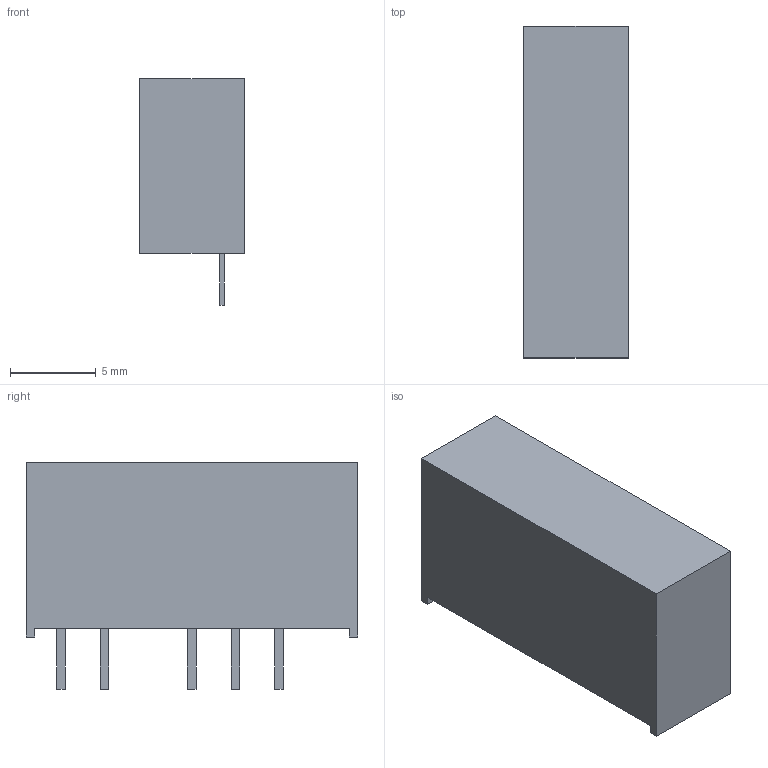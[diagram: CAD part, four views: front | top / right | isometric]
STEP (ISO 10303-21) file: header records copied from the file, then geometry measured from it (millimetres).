
FILE_DESCRIPTION(/* description */ (''),/* implementation_level */ '2;1');
FILE_NAME(/* name */'Converter_DCDC_XP_POWER-IAxxxx_SIP_THT.step',/* time_stamp */ '2018-10-31T13:54:50-04:00',/* author */ (''),/* organization */ (''),/* preprocessor_version */ 'ST-DEVELOPER v17.2',/* originating_system */ 'Autodesk Inventor 2019',/* authorisation */ '');
FILE_SCHEMA (('AUTOMOTIVE_DESIGN { 1 0 10303 214 3 1 1 }'));
Length unit declared in the file: millimetre
Products named in the file (1): Converter_DCDC_XP_POWER-IAxxxx_SIP_THT
Bounding box: 6.1 x 19.33 x 13.21 mm (x, y, z)
Volume: 1144.3 mm3; surface area: 768.2 mm2
Topology: 6 solids, 6 shells, 40 faces, 84 edges, 56 vertices
Faces by surface type: plane 40
Entity records: 1102 total; most frequent: CARTESIAN_POINT 181, ORIENTED_EDGE 168, DIRECTION 166, LINE 84, VECTOR 84, EDGE_CURVE 84, VERTEX_POINT 56, AXIS2_PLACEMENT_3D 41
